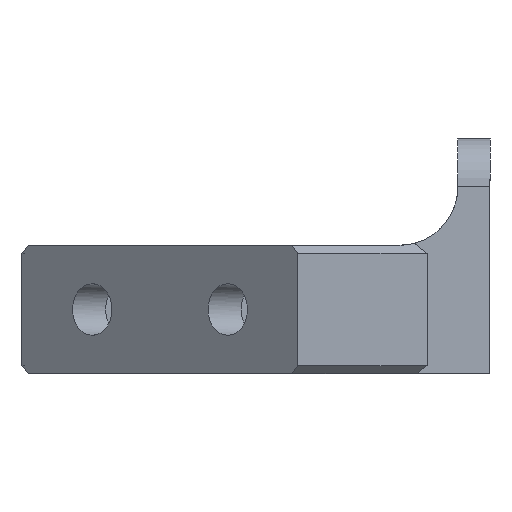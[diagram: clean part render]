
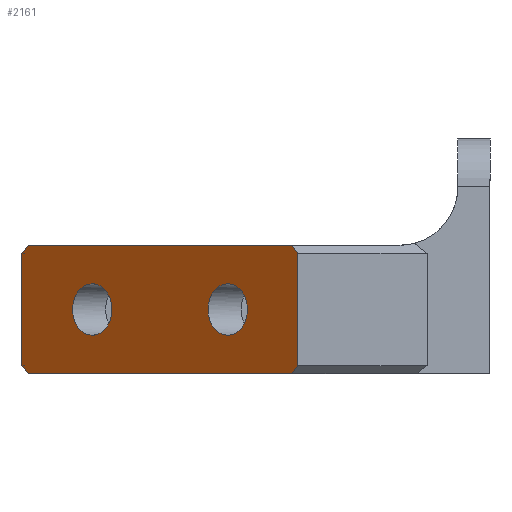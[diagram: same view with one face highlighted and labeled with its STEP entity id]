
A CAD part, left-side view. The second image highlights one B-rep face of the part: STEP entity #2161.
In plain terms, the highlighted planar face has unit normal (-0.766, 0.643, 0).
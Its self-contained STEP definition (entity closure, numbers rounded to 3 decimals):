
#24=FACE_BOUND('',#801,.T.);
#25=FACE_BOUND('',#802,.T.);
#77=PLANE('',#2307);
#125=CIRCLE('',#2308,1.6);
#126=CIRCLE('',#2309,1.6);
#223=LINE('',#3339,#434);
#243=LINE('',#3389,#454);
#334=LINE('',#3906,#545);
#349=LINE('',#3933,#560);
#351=LINE('',#3953,#562);
#354=LINE('',#3960,#565);
#356=LINE('',#3964,#567);
#357=LINE('',#3965,#568);
#434=VECTOR('',#2474,10.);
#454=VECTOR('',#2516,10.);
#545=VECTOR('',#2697,10.);
#560=VECTOR('',#2722,10.);
#562=VECTOR('',#2728,10.);
#565=VECTOR('',#2737,10.);
#567=VECTOR('',#2741,10.);
#568=VECTOR('',#2742,10.);
#676=FACE_OUTER_BOUND('',#800,.T.);
#800=EDGE_LOOP('',(#1879,#1880,#1881,#1882,#1883,#1884,#1885,#1886));
#801=EDGE_LOOP('',(#1887));
#802=EDGE_LOOP('',(#1888));
#955=VERTEX_POINT('',#3336);
#956=VERTEX_POINT('',#3338);
#974=VERTEX_POINT('',#3386);
#975=VERTEX_POINT('',#3388);
#1070=VERTEX_POINT('',#3905);
#1077=VERTEX_POINT('',#3931);
#1078=VERTEX_POINT('',#3959);
#1079=VERTEX_POINT('',#3963);
#1080=VERTEX_POINT('',#3966);
#1081=VERTEX_POINT('',#3968);
#1186=EDGE_CURVE('',#955,#956,#223,.T.);
#1212=EDGE_CURVE('',#974,#975,#243,.T.);
#1344=EDGE_CURVE('',#975,#1070,#334,.T.);
#1359=EDGE_CURVE('',#1077,#1070,#349,.T.);
#1361=EDGE_CURVE('',#1077,#955,#351,.T.);
#1364=EDGE_CURVE('',#1078,#974,#354,.T.);
#1366=EDGE_CURVE('',#956,#1079,#356,.T.);
#1367=EDGE_CURVE('',#1079,#1078,#357,.T.);
#1368=EDGE_CURVE('',#1080,#1080,#125,.T.);
#1369=EDGE_CURVE('',#1081,#1081,#126,.T.);
#1879=ORIENTED_EDGE('',*,*,#1366,.F.);
#1880=ORIENTED_EDGE('',*,*,#1186,.F.);
#1881=ORIENTED_EDGE('',*,*,#1361,.F.);
#1882=ORIENTED_EDGE('',*,*,#1359,.T.);
#1883=ORIENTED_EDGE('',*,*,#1344,.F.);
#1884=ORIENTED_EDGE('',*,*,#1212,.F.);
#1885=ORIENTED_EDGE('',*,*,#1364,.F.);
#1886=ORIENTED_EDGE('',*,*,#1367,.F.);
#1887=ORIENTED_EDGE('',*,*,#1368,.T.);
#1888=ORIENTED_EDGE('',*,*,#1369,.T.);
#2161=ADVANCED_FACE('',(#676,#24,#25),#77,.T.);
#2307=AXIS2_PLACEMENT_3D('',#3962,#2739,#2740);
#2308=AXIS2_PLACEMENT_3D('',#3967,#2743,#2744);
#2309=AXIS2_PLACEMENT_3D('',#3969,#2745,#2746);
#2474=DIRECTION('',(-0.643,-0.766,0.));
#2516=DIRECTION('',(0.643,0.766,0.));
#2697=DIRECTION('',(0.455,0.542,0.707));
#2722=DIRECTION('',(0.,0.,-1.));
#2728=DIRECTION('',(-0.455,-0.542,0.707));
#2737=DIRECTION('',(0.455,0.542,-0.707));
#2739=DIRECTION('center_axis',(-0.766,0.643,0.));
#2740=DIRECTION('ref_axis',(0.643,0.766,0.));
#2741=DIRECTION('',(-0.455,-0.542,-0.707));
#2742=DIRECTION('',(0.,0.,-1.));
#2743=DIRECTION('center_axis',(0.766,-0.643,0.));
#2744=DIRECTION('ref_axis',(0.,0.,1.));
#2745=DIRECTION('center_axis',(0.766,-0.643,0.));
#2746=DIRECTION('ref_axis',(0.,0.,1.));
#3336=CARTESIAN_POINT('',(3.015,28.716,0.));
#3338=CARTESIAN_POINT('',(-10.741,12.323,0.));
#3339=CARTESIAN_POINT('',(3.336,29.099,0.));
#3386=CARTESIAN_POINT('',(-10.741,12.323,-8.));
#3388=CARTESIAN_POINT('',(3.015,28.716,-8.));
#3389=CARTESIAN_POINT('',(3.336,29.099,-8.));
#3905=CARTESIAN_POINT('',(3.336,29.099,-7.5));
#3906=CARTESIAN_POINT('',(0.861,26.15,-11.35));
#3931=CARTESIAN_POINT('',(3.336,29.099,-0.5));
#3933=CARTESIAN_POINT('',(3.336,29.099,0.));
#3953=CARTESIAN_POINT('',(-0.424,24.618,5.35));
#3959=CARTESIAN_POINT('',(-11.062,11.94,-7.5));
#3960=CARTESIAN_POINT('',(-12.187,10.599,-5.75));
#3962=CARTESIAN_POINT('Origin',(-11.062,11.94,0.));
#3963=CARTESIAN_POINT('',(-11.062,11.94,-0.5));
#3964=CARTESIAN_POINT('',(-10.902,12.131,-0.25));
#3965=CARTESIAN_POINT('',(-11.062,11.94,0.));
#3966=CARTESIAN_POINT('',(-7.398,16.306,-5.6));
#3967=CARTESIAN_POINT('Origin',(-7.398,16.306,-4.));
#3968=CARTESIAN_POINT('',(-0.328,24.733,-5.6));
#3969=CARTESIAN_POINT('Origin',(-0.328,24.733,-4.));
